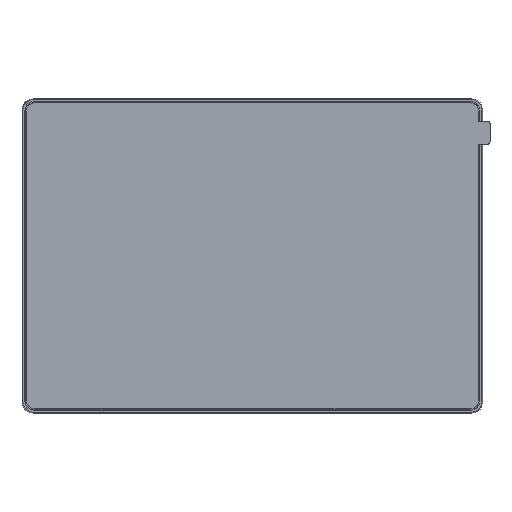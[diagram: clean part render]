
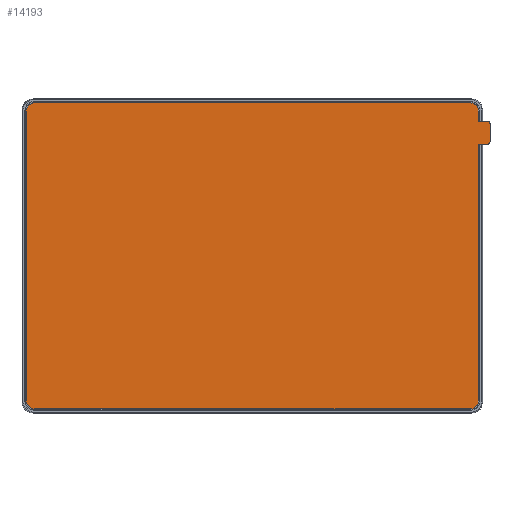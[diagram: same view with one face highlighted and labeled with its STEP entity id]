
A CAD part, top view. The second image highlights one B-rep face of the part: STEP entity #14193.
In plain terms, the highlighted face is planar.
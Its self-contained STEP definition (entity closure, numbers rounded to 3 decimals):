
#13774=DIRECTION('',(0.,0.,-1.));
#13775=VECTOR('',#13774,8.);
#13776=CARTESIAN_POINT('',(103.8,0.1,-49.8));
#13777=LINE('',#13776,#13775);
#13790=DIRECTION('',(1.,0.,0.));
#13791=VECTOR('',#13790,4.);
#13792=CARTESIAN_POINT('',(98.8,0.1,-48.8));
#13793=LINE('',#13792,#13791);
#13794=DIRECTION('',(0.,0.,-1.));
#13795=VECTOR('',#13794,112.);
#13796=CARTESIAN_POINT('',(98.8,0.1,63.2));
#13797=LINE('',#13796,#13795);
#13806=DIRECTION('',(1.,0.,0.));
#13807=VECTOR('',#13806,190.4);
#13808=CARTESIAN_POINT('',(-95.2,0.1,66.8));
#13809=LINE('',#13808,#13807);
#13818=DIRECTION('',(0.,0.,1.));
#13819=VECTOR('',#13818,126.4);
#13820=CARTESIAN_POINT('',(-98.8,0.1,-63.2));
#13821=LINE('',#13820,#13819);
#13830=DIRECTION('',(-1.,0.,0.));
#13831=VECTOR('',#13830,190.4);
#13832=CARTESIAN_POINT('',(95.2,0.1,-66.8));
#13833=LINE('',#13832,#13831);
#13846=DIRECTION('',(0.,0.,-1.));
#13847=VECTOR('',#13846,4.4);
#13848=CARTESIAN_POINT('',(98.8,0.1,-58.8));
#13849=LINE('',#13848,#13847);
#13850=DIRECTION('',(-1.,0.,0.));
#13851=VECTOR('',#13850,4.);
#13852=CARTESIAN_POINT('',(102.8,0.1,-58.8));
#13853=LINE('',#13852,#13851);
#13854=CARTESIAN_POINT('',(102.8,0.1,-57.8));
#13855=DIRECTION('',(0.,-1.,0.));
#13856=DIRECTION('',(0.,0.,-1.));
#13857=AXIS2_PLACEMENT_3D('',#13854,#13855,#13856);
#13859=CARTESIAN_POINT('',(102.8,0.1,-49.8));
#13860=DIRECTION('',(0.,-1.,0.));
#13861=DIRECTION('',(1.,0.,0.));
#13862=AXIS2_PLACEMENT_3D('',#13859,#13860,#13861);
#13864=CARTESIAN_POINT('',(95.2,0.1,63.2));
#13865=DIRECTION('',(0.,-1.,0.));
#13866=DIRECTION('',(1.,0.,0.));
#13867=AXIS2_PLACEMENT_3D('',#13864,#13865,#13866);
#13869=CARTESIAN_POINT('',(-95.2,0.1,63.2));
#13870=DIRECTION('',(0.,-1.,0.));
#13871=DIRECTION('',(0.,0.,1.));
#13872=AXIS2_PLACEMENT_3D('',#13869,#13870,#13871);
#13874=CARTESIAN_POINT('',(-95.2,0.1,-63.2));
#13875=DIRECTION('',(0.,-1.,0.));
#13876=DIRECTION('',(-1.,0.,0.));
#13877=AXIS2_PLACEMENT_3D('',#13874,#13875,#13876);
#13879=CARTESIAN_POINT('',(95.2,0.1,-63.2));
#13880=DIRECTION('',(0.,-1.,0.));
#13881=DIRECTION('',(0.,0.,-1.));
#13882=AXIS2_PLACEMENT_3D('',#13879,#13880,#13881);
#13912=CARTESIAN_POINT('',(103.8,0.1,-57.8));
#13913=VERTEX_POINT('',#13912);
#13914=CARTESIAN_POINT('',(102.8,0.1,-58.8));
#13915=VERTEX_POINT('',#13914);
#13916=CARTESIAN_POINT('',(103.8,0.1,-49.8));
#13917=VERTEX_POINT('',#13916);
#13918=CARTESIAN_POINT('',(102.8,0.1,-48.8));
#13919=VERTEX_POINT('',#13918);
#13920=CARTESIAN_POINT('',(98.8,0.1,-48.8));
#13921=VERTEX_POINT('',#13920);
#13922=CARTESIAN_POINT('',(98.8,0.1,63.2));
#13923=VERTEX_POINT('',#13922);
#13924=CARTESIAN_POINT('',(95.2,0.1,66.8));
#13925=VERTEX_POINT('',#13924);
#13926=CARTESIAN_POINT('',(-95.2,0.1,66.8));
#13927=VERTEX_POINT('',#13926);
#13928=CARTESIAN_POINT('',(-98.8,0.1,63.2));
#13929=VERTEX_POINT('',#13928);
#13930=CARTESIAN_POINT('',(-98.8,0.1,-63.2));
#13931=VERTEX_POINT('',#13930);
#13932=CARTESIAN_POINT('',(-95.2,0.1,-66.8));
#13933=VERTEX_POINT('',#13932);
#13934=CARTESIAN_POINT('',(95.2,0.1,-66.8));
#13935=VERTEX_POINT('',#13934);
#13936=CARTESIAN_POINT('',(98.8,0.1,-63.2));
#13937=VERTEX_POINT('',#13936);
#13938=CARTESIAN_POINT('',(98.8,0.1,-58.8));
#13939=VERTEX_POINT('',#13938);
#14172=CARTESIAN_POINT('',(0.,0.1,0.));
#14173=DIRECTION('',(0.,1.,0.));
#14174=DIRECTION('',(1.,0.,0.));
#14175=AXIS2_PLACEMENT_3D('',#14172,#14173,#14174);
#14176=PLANE('',#14175);
#14177=ORIENTED_EDGE('',*,*,#13984,.T.);
#14178=ORIENTED_EDGE('',*,*,#14000,.F.);
#14179=ORIENTED_EDGE('',*,*,#14013,.T.);
#14180=ORIENTED_EDGE('',*,*,#14028,.F.);
#14181=ORIENTED_EDGE('',*,*,#14042,.F.);
#14182=ORIENTED_EDGE('',*,*,#14055,.T.);
#14183=ORIENTED_EDGE('',*,*,#14068,.F.);
#14184=ORIENTED_EDGE('',*,*,#14083,.T.);
#14185=ORIENTED_EDGE('',*,*,#14096,.F.);
#14186=ORIENTED_EDGE('',*,*,#14111,.T.);
#14187=ORIENTED_EDGE('',*,*,#14126,.F.);
#14188=ORIENTED_EDGE('',*,*,#14139,.T.);
#14189=ORIENTED_EDGE('',*,*,#14152,.F.);
#14190=ORIENTED_EDGE('',*,*,#14165,.F.);
#14191=EDGE_LOOP('',(#14177,#14178,#14179,#14180,#14181,#14182,#14183,#14184,
#14185,#14186,#14187,#14188,#14189,#14190));
#14192=FACE_OUTER_BOUND('',#14191,.F.);
#13858=CIRCLE('',#13857,1.);
#13863=CIRCLE('',#13862,1.);
#13868=CIRCLE('',#13867,3.6);
#13873=CIRCLE('',#13872,3.6);
#13878=CIRCLE('',#13877,3.6);
#13883=CIRCLE('',#13882,3.6);
#13984=EDGE_CURVE('',#13915,#13913,#13858,.T.);
#14000=EDGE_CURVE('',#13917,#13913,#13777,.T.);
#14013=EDGE_CURVE('',#13917,#13919,#13863,.T.);
#14028=EDGE_CURVE('',#13921,#13919,#13793,.T.);
#14042=EDGE_CURVE('',#13923,#13921,#13797,.T.);
#14055=EDGE_CURVE('',#13923,#13925,#13868,.T.);
#14068=EDGE_CURVE('',#13927,#13925,#13809,.T.);
#14083=EDGE_CURVE('',#13927,#13929,#13873,.T.);
#14096=EDGE_CURVE('',#13931,#13929,#13821,.T.);
#14111=EDGE_CURVE('',#13931,#13933,#13878,.T.);
#14126=EDGE_CURVE('',#13935,#13933,#13833,.T.);
#14139=EDGE_CURVE('',#13935,#13937,#13883,.T.);
#14152=EDGE_CURVE('',#13939,#13937,#13849,.T.);
#14165=EDGE_CURVE('',#13915,#13939,#13853,.T.);
#14193=ADVANCED_FACE('',(#14192),#14176,.T.);
